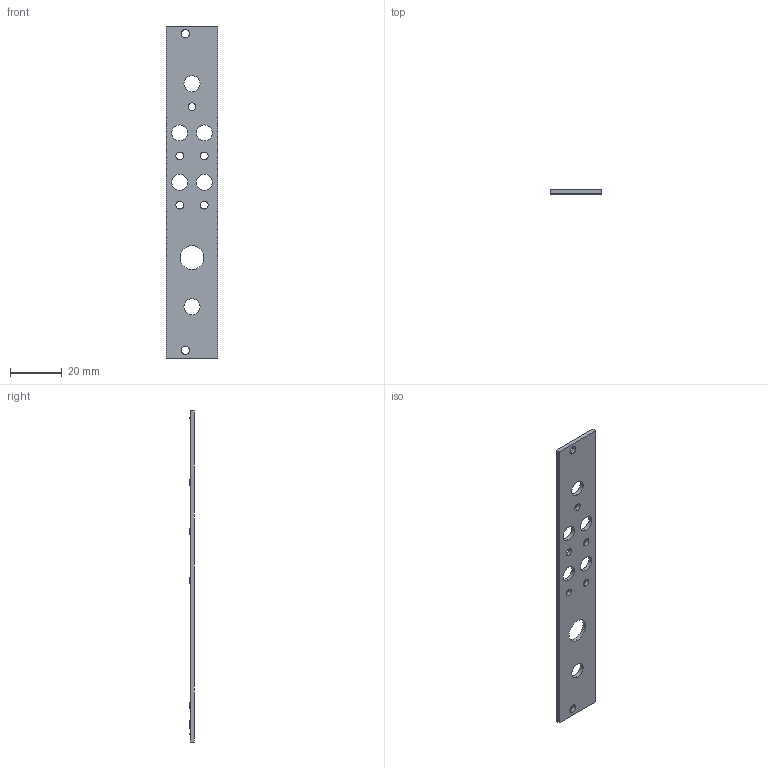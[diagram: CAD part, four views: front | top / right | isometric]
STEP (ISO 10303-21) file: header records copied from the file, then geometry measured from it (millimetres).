
FILE_DESCRIPTION (( 'STEP AP214' ), '1' );
FILE_NAME ('Manual Gate Front.STEP', '2022-02-02T16:26:25', ( '' ), ( '' ), 'SwSTEP 2.0', 'SolidWorks 2020', '' );
FILE_SCHEMA (( 'AUTOMOTIVE_DESIGN' ));
Length unit declared in the file: millimetre
Products named in the file (1): Manual Gate Front
Bounding box: 20 x 1.7 x 128.5 mm (x, y, z)
Volume: 3637.9 mm3; surface area: 5379.5 mm2
Topology: 1 solids, 1 shells, 197 faces, 549 edges, 366 vertices
Faces by surface type: plane 103, bspline 66, cylinder 28
Entity records: 11196 total; most frequent: CARTESIAN_POINT 4539, ORIENTED_EDGE 1098, DIRECTION 737, EDGE_CURVE 549, VERTEX_POINT 366, LINE 361, VECTOR 361, EDGE_LOOP 237
